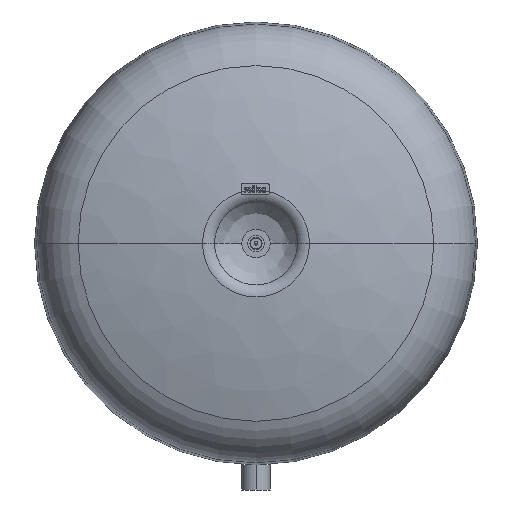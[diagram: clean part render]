
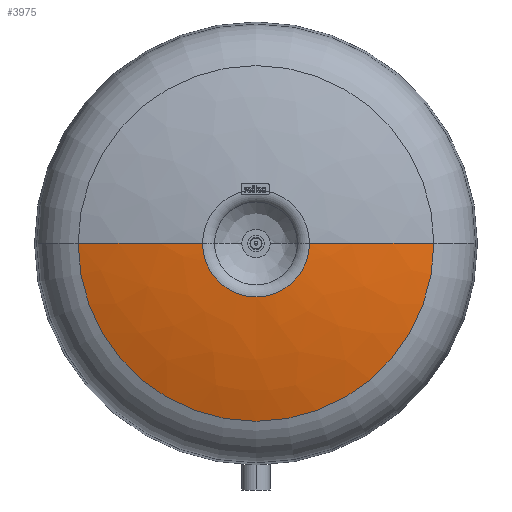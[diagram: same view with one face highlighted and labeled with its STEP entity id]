
A CAD part, front view. The second image highlights one B-rep face of the part: STEP entity #3975.
In plain terms, the highlighted free-form (B-spline) face has degree [2, 2] with [3, 9] control points.
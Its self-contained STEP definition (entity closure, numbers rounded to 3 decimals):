
#3877=CARTESIAN_POINT('',(49.,-146.,226.));
#3878=VERTEX_POINT('',#3877);
#3893=CARTESIAN_POINT('',(-49.,-146.,226.));
#3894=VERTEX_POINT('',#3893);
#3902=CARTESIAN_POINT('',(0.,-146.,226.));
#3903=DIRECTION('',(0.0,-1.0,0.0));
#3904=DIRECTION('',(0.0,0.0,1.0));
#3905=AXIS2_PLACEMENT_3D('',#3902,#3903,#3904);
#3906=CIRCLE('',#3905,49.);
#3907=EDGE_CURVE('',#3894,#3878,#3906,.T.);
#3912=CARTESIAN_POINT('',(-163.,-123.,226.));
#3913=CARTESIAN_POINT('',(-107.234,-140.617,226.));
#3914=CARTESIAN_POINT('',(-49.,-146.,226.));
#3915=CARTESIAN_POINT('',(-163.,-123.,389.));
#3916=CARTESIAN_POINT('',(-107.234,-140.617,333.234));
#3917=CARTESIAN_POINT('',(-49.,-146.,275.));
#3918=CARTESIAN_POINT('',(0.,-123.,389.));
#3919=CARTESIAN_POINT('',(0.,-140.617,333.234));
#3920=CARTESIAN_POINT('',(0.,-146.,275.));
#3921=CARTESIAN_POINT('',(163.,-123.,389.));
#3922=CARTESIAN_POINT('',(107.234,-140.617,333.234));
#3923=CARTESIAN_POINT('',(49.,-146.,275.));
#3924=CARTESIAN_POINT('',(163.,-123.,226.));
#3925=CARTESIAN_POINT('',(107.234,-140.617,226.));
#3926=CARTESIAN_POINT('',(49.,-146.,226.));
#3927=CARTESIAN_POINT('',(163.,-123.,63.));
#3928=CARTESIAN_POINT('',(107.234,-140.617,118.766));
#3929=CARTESIAN_POINT('',(49.,-146.,177.));
#3930=CARTESIAN_POINT('',(0.,-123.,63.));
#3931=CARTESIAN_POINT('',(0.,-140.617,118.766));
#3932=CARTESIAN_POINT('',(0.,-146.,177.));
#3933=CARTESIAN_POINT('',(-163.,-123.,63.));
#3934=CARTESIAN_POINT('',(-107.234,-140.617,118.766));
#3935=CARTESIAN_POINT('',(-49.,-146.,177.));
#3936=CARTESIAN_POINT('',(-163.,-123.,226.));
#3937=CARTESIAN_POINT('',(-107.234,-140.617,226.));
#3938=CARTESIAN_POINT('',(-49.,-146.,226.));
#3946=(BOUNDED_SURFACE()B_SPLINE_SURFACE(2,2,((#3912,#3915,#3918,#3921,#3924,#3927,#3930,#3933,#3936),(#3913,#3916,#3919,#3922,#3925,#3928,#3931,#3934,#3937),(#3914,#3917,#3920,#3923,#3926,#3929,#3932,#3935,#3938)),.UNSPECIFIED.,.F.,.T.,.U.)B_SPLINE_SURFACE_WITH_KNOTS((3,3),(3,2,2,2,3),(1.265,1.479),(0.0,1.571,3.142,4.712,6.283),.UNSPECIFIED.)GEOMETRIC_REPRESENTATION_ITEM()RATIONAL_B_SPLINE_SURFACE(((1.0,0.707,1.0,0.707,1.0,0.707,1.0,0.707,1.0),(0.994,0.703,0.994,0.703,0.994,0.703,0.994,0.703,0.994),(1.0,0.707,1.0,0.707,1.0,0.707,1.0,0.707,1.0)))REPRESENTATION_ITEM('')SURFACE());
#3947=CARTESIAN_POINT('',(163.,-123.,226.));
#3948=VERTEX_POINT('',#3947);
#3949=CARTESIAN_POINT('',(-1.169,396.686,226.));
#3950=DIRECTION('',(0.0,0.0,1.0));
#3951=DIRECTION('',(1.0,0.0,0.0));
#3952=AXIS2_PLACEMENT_3D('',#3949,#3950,#3951);
#3953=CIRCLE('',#3952,545.0);
#3954=EDGE_CURVE('',#3878,#3948,#3953,.T.);
#3955=ORIENTED_EDGE('',*,*,#3954,.F.);
#3956=ORIENTED_EDGE('',*,*,#3907,.F.);
#3957=CARTESIAN_POINT('',(-163.,-123.,226.));
#3958=VERTEX_POINT('',#3957);
#3959=CARTESIAN_POINT('',(1.169,396.686,226.));
#3960=DIRECTION('',(0.0,0.0,-1.0));
#3961=DIRECTION('',(-1.0,0.0,0.0));
#3962=AXIS2_PLACEMENT_3D('',#3959,#3960,#3961);
#3963=CIRCLE('',#3962,545.0);
#3964=EDGE_CURVE('',#3894,#3958,#3963,.T.);
#3965=ORIENTED_EDGE('',*,*,#3964,.T.);
#3966=CARTESIAN_POINT('',(0.,-123.,226.));
#3967=DIRECTION('',(0.0,-1.0,0.0));
#3968=DIRECTION('',(0.0,0.0,1.0));
#3969=AXIS2_PLACEMENT_3D('',#3966,#3967,#3968);
#3970=CIRCLE('',#3969,163.);
#3971=EDGE_CURVE('',#3958,#3948,#3970,.T.);
#3972=ORIENTED_EDGE('',*,*,#3971,.T.);
#3973=EDGE_LOOP('',(#3955,#3956,#3965,#3972));
#3974=FACE_OUTER_BOUND('',#3973,.T.);
#3975=ADVANCED_FACE('',(#3974),#3946,.T.);
